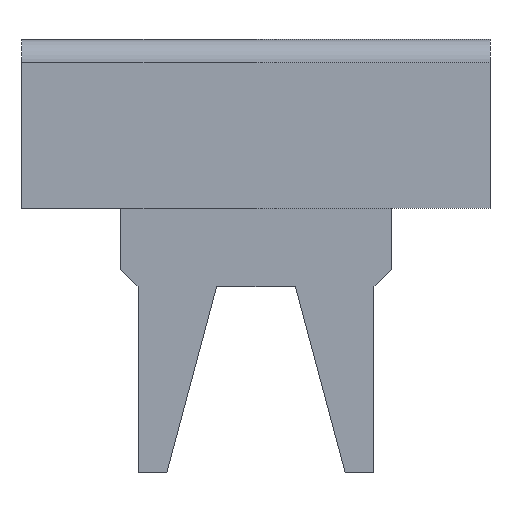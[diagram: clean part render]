
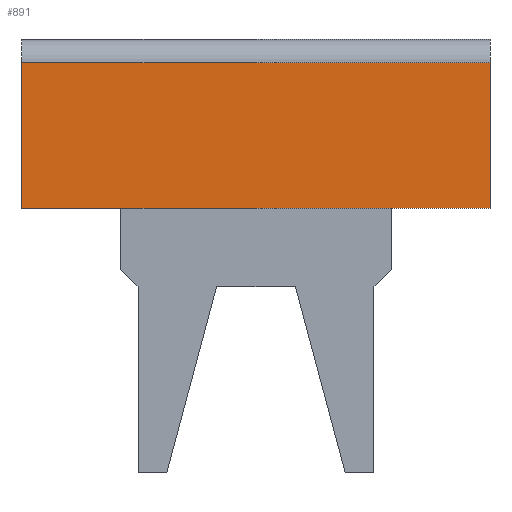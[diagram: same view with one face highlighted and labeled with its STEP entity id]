
A CAD part, front view. The second image highlights one B-rep face of the part: STEP entity #891.
In plain terms, the highlighted planar face has unit normal (0, -1, 0).
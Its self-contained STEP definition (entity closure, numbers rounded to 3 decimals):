
#864=AXIS2_PLACEMENT_3D('Plane Axis2P3D',#861,#862,#863) ;
#826=CARTESIAN_POINT('Line Origine',(5.95,0.,6.73)) ;
#830=CARTESIAN_POINT('Vertex',(0.,0.,6.73)) ;
#832=CARTESIAN_POINT('Vertex',(11.9,0.,6.73)) ;
#861=CARTESIAN_POINT('Axis2P3D Location',(5.95,0.,6.73)) ;
#866=CARTESIAN_POINT('Line Origine',(5.95,0.,10.43)) ;
#870=CARTESIAN_POINT('Vertex',(0.,0.,10.43)) ;
#872=CARTESIAN_POINT('Vertex',(11.9,0.,10.43)) ;
#875=CARTESIAN_POINT('Line Origine',(0.,0.,8.58)) ;
#880=CARTESIAN_POINT('Line Origine',(11.9,0.,8.58)) ;
#827=DIRECTION('Vector Direction',(1.,0.,0.)) ;
#862=DIRECTION('Axis2P3D Direction',(0.,1.,0.)) ;
#863=DIRECTION('Axis2P3D XDirection',(0.,0.,1.)) ;
#867=DIRECTION('Vector Direction',(1.,0.,0.)) ;
#876=DIRECTION('Vector Direction',(0.,0.,1.)) ;
#881=DIRECTION('Vector Direction',(0.,0.,1.)) ;
#828=VECTOR('Line Direction',#827,1.) ;
#868=VECTOR('Line Direction',#867,1.) ;
#877=VECTOR('Line Direction',#876,1.) ;
#882=VECTOR('Line Direction',#881,1.) ;
#886=ORIENTED_EDGE('',*,*,#874,.F.) ;
#887=ORIENTED_EDGE('',*,*,#879,.T.) ;
#888=ORIENTED_EDGE('',*,*,#834,.T.) ;
#889=ORIENTED_EDGE('',*,*,#884,.F.) ;
#891=ADVANCED_FACE('S3D gedreht',(#890),#865,.F.) ;
#834=EDGE_CURVE('',#831,#833,#829,.T.) ;
#874=EDGE_CURVE('',#871,#873,#869,.T.) ;
#879=EDGE_CURVE('',#871,#831,#878,.F.) ;
#884=EDGE_CURVE('',#873,#833,#883,.F.) ;
#885=EDGE_LOOP('',(#886,#887,#888,#889)) ;
#890=FACE_OUTER_BOUND('',#885,.T.) ;
#829=LINE('Line',#826,#828) ;
#869=LINE('Line',#866,#868) ;
#878=LINE('Line',#875,#877) ;
#883=LINE('Line',#880,#882) ;
#865=PLANE('',#864) ;
#831=VERTEX_POINT('',#830) ;
#833=VERTEX_POINT('',#832) ;
#871=VERTEX_POINT('',#870) ;
#873=VERTEX_POINT('',#872) ;
